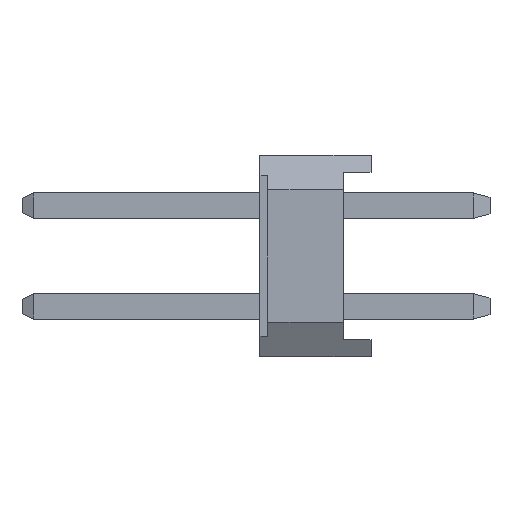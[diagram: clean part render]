
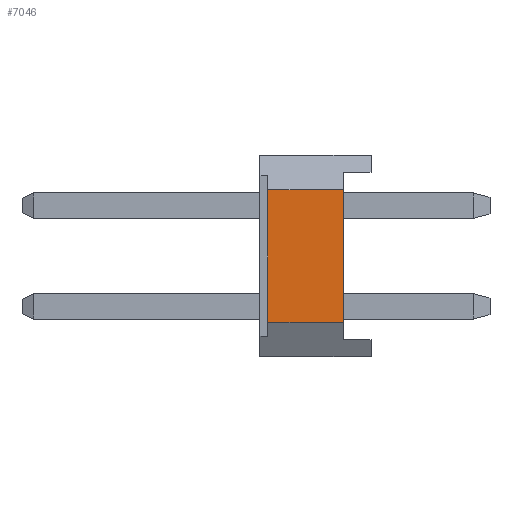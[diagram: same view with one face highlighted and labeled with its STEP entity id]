
A CAD part, left-side view. The second image highlights one B-rep face of the part: STEP entity #7046.
In plain terms, the highlighted planar face has unit normal (-1, 0, 0).
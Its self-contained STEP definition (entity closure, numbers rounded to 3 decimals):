
#29 = EDGE_CURVE ( 'NONE', #6661, #6658, #8750, .T. ) ;
#166 = CARTESIAN_POINT ( 'NONE',  ( -11.43, 0.7, -0.404 ) ) ;
#171 = CARTESIAN_POINT ( 'NONE',  ( -11.43, 0.7, 2.944 ) ) ;
#804 = DIRECTION ( 'NONE',  ( 0., -1., 0. ) ) ;
#805 = CARTESIAN_POINT ( 'NONE',  ( -11.43, 2.8, 2.944 ) ) ;
#806 = DIRECTION ( 'NONE',  ( 0., 0., -1. ) ) ;
#807 = DIRECTION ( 'NONE',  ( 1., 0., 0. ) ) ;
#808 = LINE ( 'NONE', #805, #869 ) ;
#809 = CARTESIAN_POINT ( 'NONE',  ( -11.43, 2.8, -0.404 ) ) ;
#810 = AXIS2_PLACEMENT_3D ( 'NONE', #809, #807, #806 ) ;
#811 = FACE_OUTER_BOUND ( 'NONE', #7047, .T. ) ;
#817 = PLANE ( 'NONE',  #810 ) ;
#857 = CARTESIAN_POINT ( 'NONE',  ( -11.43, 2.6, -0.404 ) ) ;
#864 = DIRECTION ( 'NONE',  ( 0., 0., 1. ) ) ;
#865 = VECTOR ( 'NONE', #864, 1000. ) ;
#866 = CARTESIAN_POINT ( 'NONE',  ( -11.43, 2.6, -1.27 ) ) ;
#867 = LINE ( 'NONE', #866, #865 ) ;
#868 = CARTESIAN_POINT ( 'NONE',  ( -11.43, 2.6, 2.944 ) ) ;
#869 = VECTOR ( 'NONE', #804, 1000. ) ;
#6547 = DIRECTION ( 'NONE',  ( 0., -1., 0. ) ) ;
#6548 = VECTOR ( 'NONE', #6547, 1000. ) ;
#6549 = CARTESIAN_POINT ( 'NONE',  ( -11.43, 2.8, -0.404 ) ) ;
#6550 = LINE ( 'NONE', #6549, #6548 ) ;
#6658 = VERTEX_POINT ( 'NONE', #171 ) ;
#6661 = VERTEX_POINT ( 'NONE', #166 ) ;
#7046 = ADVANCED_FACE ( 'NONE', ( #811 ), #817, .F. ) ;
#7047 = EDGE_LOOP ( 'NONE', ( #7048, #7051, #7053, #7054 ) ) ;
#7048 = ORIENTED_EDGE ( 'NONE', *, *, #7049, .F. ) ;
#7049 = EDGE_CURVE ( 'NONE', #7050, #6658, #808, .T. ) ;
#7050 = VERTEX_POINT ( 'NONE', #868 ) ;
#7051 = ORIENTED_EDGE ( 'NONE', *, *, #7052, .F. ) ;
#7052 = EDGE_CURVE ( 'NONE', #7059, #7050, #867, .T. ) ;
#7053 = ORIENTED_EDGE ( 'NONE', *, *, #9852, .T. ) ;
#7054 = ORIENTED_EDGE ( 'NONE', *, *, #29, .T. ) ;
#7059 = VERTEX_POINT ( 'NONE', #857 ) ;
#8747 = DIRECTION ( 'NONE',  ( 0., 0., 1. ) ) ;
#8748 = VECTOR ( 'NONE', #8747, 1000. ) ;
#8749 = CARTESIAN_POINT ( 'NONE',  ( -11.43, 0.7, 3.377 ) ) ;
#8750 = LINE ( 'NONE', #8749, #8748 ) ;
#9852 = EDGE_CURVE ( 'NONE', #7059, #6661, #6550, .T. ) ;
